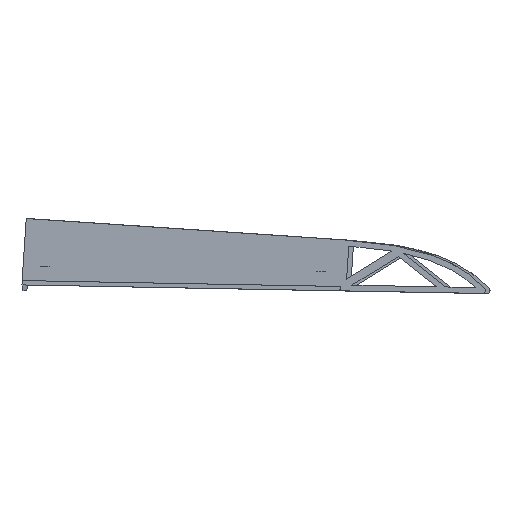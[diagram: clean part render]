
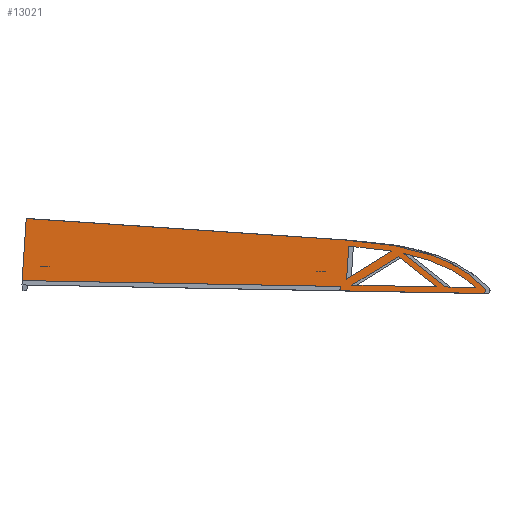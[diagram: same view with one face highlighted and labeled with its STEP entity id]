
A CAD part, left-side view. The second image highlights one B-rep face of the part: STEP entity #13021.
In plain terms, the highlighted planar face has unit normal (-1, 0, 0).
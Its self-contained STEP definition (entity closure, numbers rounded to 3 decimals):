
#196=FACE_BOUND('',#2281,.T.);
#197=FACE_BOUND('',#2282,.T.);
#198=FACE_BOUND('',#2283,.T.);
#547=CIRCLE('',#13992,1.);
#549=CIRCLE('',#13996,1.);
#1078=B_SPLINE_CURVE_WITH_KNOTS('',5,(#20599,#20600,#20601,#20602,#20603,
#20604,#20605,#20606,#20607,#20608),.UNSPECIFIED.,.F.,.F.,(6,1,1,1,1,6),
(0.,0.2,0.4,0.6,0.8,0.993),.UNSPECIFIED.);
#1081=B_SPLINE_CURVE_WITH_KNOTS('',3,(#20761,#20762,#20763,#20764,#20765,
#20766),.UNSPECIFIED.,.F.,.F.,(4,2,4),(0.399,0.78,
0.949),.UNSPECIFIED.);
#1083=B_SPLINE_CURVE_WITH_KNOTS('',3,(#20794,#20795,#20796,#20797),
 .UNSPECIFIED.,.F.,.F.,(4,4),(0.037,0.32),
 .UNSPECIFIED.);
#1482=FACE_OUTER_BOUND('',#2280,.T.);
#2280=EDGE_LOOP('',(#10544,#10545,#10546,#10547,#10548,#10549,#10550,#10551,
#10552));
#2281=EDGE_LOOP('',(#10553,#10554,#10555));
#2282=EDGE_LOOP('',(#10556,#10557,#10558));
#2283=EDGE_LOOP('',(#10559,#10560,#10561));
#3370=LINE('',#20703,#4689);
#3374=LINE('',#20712,#4693);
#3378=LINE('',#20721,#4697);
#3382=LINE('',#20730,#4701);
#3386=LINE('',#20737,#4705);
#3389=LINE('',#20769,#4708);
#3392=LINE('',#20775,#4711);
#3394=LINE('',#20778,#4713);
#3397=LINE('',#20800,#4716);
#3401=LINE('',#20812,#4720);
#3404=LINE('',#20821,#4723);
#3421=LINE('',#20876,#4740);
#3432=LINE('',#20897,#4751);
#4689=VECTOR('',#16588,10.);
#4693=VECTOR('',#16594,10.);
#4697=VECTOR('',#16600,10.);
#4701=VECTOR('',#16606,10.);
#4705=VECTOR('',#16612,10.);
#4708=VECTOR('',#16617,10.);
#4711=VECTOR('',#16622,10.);
#4713=VECTOR('',#16626,10.);
#4716=VECTOR('',#16631,10.);
#4720=VECTOR('',#16643,10.);
#4723=VECTOR('',#16654,10.);
#4740=VECTOR('',#16707,10.);
#4751=VECTOR('',#16724,10.);
#5958=VERTEX_POINT('',#20595);
#5960=VERTEX_POINT('',#20598);
#5964=VERTEX_POINT('',#20700);
#5965=VERTEX_POINT('',#20702);
#5968=VERTEX_POINT('',#20709);
#5969=VERTEX_POINT('',#20711);
#5972=VERTEX_POINT('',#20718);
#5973=VERTEX_POINT('',#20720);
#5976=VERTEX_POINT('',#20727);
#5977=VERTEX_POINT('',#20729);
#5979=VERTEX_POINT('',#20735);
#5981=VERTEX_POINT('',#20759);
#5983=VERTEX_POINT('',#20773);
#5985=VERTEX_POINT('',#20792);
#5987=VERTEX_POINT('',#20804);
#5989=VERTEX_POINT('',#20810);
#5991=VERTEX_POINT('',#20819);
#6011=VERTEX_POINT('',#20875);
#7540=EDGE_CURVE('',#5958,#5960,#1078,.T.);
#7545=EDGE_CURVE('',#5965,#5964,#3370,.T.);
#7549=EDGE_CURVE('',#5969,#5968,#3374,.T.);
#7553=EDGE_CURVE('',#5973,#5972,#3378,.T.);
#7557=EDGE_CURVE('',#5976,#5977,#3382,.T.);
#7561=EDGE_CURVE('',#5976,#5979,#3386,.T.);
#7564=EDGE_CURVE('',#5964,#5981,#1081,.T.);
#7566=EDGE_CURVE('',#5981,#5965,#3389,.T.);
#7569=EDGE_CURVE('',#5968,#5983,#3392,.T.);
#7571=EDGE_CURVE('',#5983,#5969,#3394,.T.);
#7574=EDGE_CURVE('',#5972,#5985,#1083,.T.);
#7576=EDGE_CURVE('',#5985,#5973,#3397,.T.);
#7579=EDGE_CURVE('',#5979,#5987,#547,.T.);
#7582=EDGE_CURVE('',#5989,#5987,#3401,.T.);
#7584=EDGE_CURVE('',#5989,#5960,#549,.T.);
#7587=EDGE_CURVE('',#5991,#5958,#3404,.T.);
#7612=EDGE_CURVE('',#6011,#5977,#3421,.T.);
#7623=EDGE_CURVE('',#6011,#5991,#3432,.T.);
#10544=ORIENTED_EDGE('',*,*,#7612,.T.);
#10545=ORIENTED_EDGE('',*,*,#7557,.F.);
#10546=ORIENTED_EDGE('',*,*,#7561,.T.);
#10547=ORIENTED_EDGE('',*,*,#7579,.T.);
#10548=ORIENTED_EDGE('',*,*,#7582,.F.);
#10549=ORIENTED_EDGE('',*,*,#7584,.T.);
#10550=ORIENTED_EDGE('',*,*,#7540,.F.);
#10551=ORIENTED_EDGE('',*,*,#7587,.F.);
#10552=ORIENTED_EDGE('',*,*,#7623,.F.);
#10553=ORIENTED_EDGE('',*,*,#7545,.T.);
#10554=ORIENTED_EDGE('',*,*,#7564,.T.);
#10555=ORIENTED_EDGE('',*,*,#7566,.T.);
#10556=ORIENTED_EDGE('',*,*,#7549,.T.);
#10557=ORIENTED_EDGE('',*,*,#7569,.T.);
#10558=ORIENTED_EDGE('',*,*,#7571,.T.);
#10559=ORIENTED_EDGE('',*,*,#7553,.T.);
#10560=ORIENTED_EDGE('',*,*,#7574,.T.);
#10561=ORIENTED_EDGE('',*,*,#7576,.T.);
#12457=PLANE('',#14018);
#13021=ADVANCED_FACE('',(#1482,#196,#197,#198),#12457,.T.);
#13992=AXIS2_PLACEMENT_3D('',#20806,#16637,#16638);
#13996=AXIS2_PLACEMENT_3D('',#20815,#16648,#16649);
#14018=AXIS2_PLACEMENT_3D('',#20896,#16722,#16723);
#16588=DIRECTION('',(0.,0.567,-0.824));
#16594=DIRECTION('',(0.,0.583,0.812));
#16600=DIRECTION('',(0.,1.,0.));
#16606=DIRECTION('',(0.,0.999,-0.049));
#16612=DIRECTION('',(0.,0.049,0.999));
#16617=DIRECTION('',(0.,-0.049,-0.999));
#16622=DIRECTION('',(0.,-0.567,0.824));
#16626=DIRECTION('',(0.,-0.049,-0.999));
#16631=DIRECTION('',(0.,-0.583,-0.812));
#16637=DIRECTION('center_axis',(-1.,0.,0.));
#16638=DIRECTION('ref_axis',(0.,-0.999,0.049));
#16643=DIRECTION('',(0.,-0.999,0.049));
#16648=DIRECTION('center_axis',(-1.,0.,0.));
#16649=DIRECTION('ref_axis',(0.,0.049,0.999));
#16654=DIRECTION('',(0.,0.,1.));
#16707=DIRECTION('',(0.,0.049,0.999));
#16722=DIRECTION('center_axis',(-1.,0.,0.));
#16723=DIRECTION('ref_axis',(0.,0.,1.));
#16724=DIRECTION('',(0.,1.,0.));
#20595=CARTESIAN_POINT('',(-10.,14.4,107.));
#20598=CARTESIAN_POINT('',(-10.,1.05,156.635));
#20599=CARTESIAN_POINT('Ctrl Pts',(-10.,14.4,107.));
#20600=CARTESIAN_POINT('Ctrl Pts',(-10.,14.419,109.172));
#20601=CARTESIAN_POINT('Ctrl Pts',(-10.,14.392,113.496));
#20602=CARTESIAN_POINT('Ctrl Pts',(-10.,14.154,119.922));
#20603=CARTESIAN_POINT('Ctrl Pts',(-10.,13.415,128.359));
#20604=CARTESIAN_POINT('Ctrl Pts',(-10.,11.463,138.508));
#20605=CARTESIAN_POINT('Ctrl Pts',(-10.,8.566,146.198));
#20606=CARTESIAN_POINT('Ctrl Pts',(-10.,5.281,151.603));
#20607=CARTESIAN_POINT('Ctrl Pts',(-10.,2.536,155.007));
#20608=CARTESIAN_POINT('Ctrl Pts',(-10.,1.05,156.635));
#20700=CARTESIAN_POINT('',(-10.,11.18,127.941));
#20702=CARTESIAN_POINT('',(-10.,0.603,143.298));
#20703=CARTESIAN_POINT('',(-10.,11.18,127.941));
#20709=CARTESIAN_POINT('',(-10.,9.949,126.227));
#20711=CARTESIAN_POINT('',(-10.,-0.976,111.));
#20712=CARTESIAN_POINT('',(-10.,-0.976,111.));
#20718=CARTESIAN_POINT('',(-10.,12.406,109.));
#20720=CARTESIAN_POINT('',(-10.,1.,109.));
#20721=CARTESIAN_POINT('',(-10.,12.406,109.));
#20727=CARTESIAN_POINT('',(-10.,-3.171,107.073));
#20729=CARTESIAN_POINT('',(-10.,-1.673,107.));
#20730=CARTESIAN_POINT('',(-10.,-3.171,107.073));
#20735=CARTESIAN_POINT('',(-10.,-0.777,156.015));
#20737=CARTESIAN_POINT('',(-10.,-3.171,107.073));
#20759=CARTESIAN_POINT('',(-10.,1.103,153.517));
#20761=CARTESIAN_POINT('Ctrl Pts',(-10.,11.18,127.941));
#20762=CARTESIAN_POINT('Ctrl Pts',(-10.,10.258,134.393));
#20763=CARTESIAN_POINT('Ctrl Pts',(-10.,8.732,140.574));
#20764=CARTESIAN_POINT('Ctrl Pts',(-10.,4.563,148.766));
#20765=CARTESIAN_POINT('Ctrl Pts',(-10.,3.005,151.189));
#20766=CARTESIAN_POINT('Ctrl Pts',(-10.,1.103,153.517));
#20769=CARTESIAN_POINT('',(-10.,0.603,143.298));
#20773=CARTESIAN_POINT('',(-10.,0.443,140.03));
#20775=CARTESIAN_POINT('',(-10.,9.949,126.227));
#20778=CARTESIAN_POINT('',(-10.,-0.976,111.));
#20792=CARTESIAN_POINT('',(-10.,11.676,123.879));
#20794=CARTESIAN_POINT('Ctrl Pts',(-10.,12.406,109.));
#20795=CARTESIAN_POINT('Ctrl Pts',(-10.,12.394,114.043));
#20796=CARTESIAN_POINT('Ctrl Pts',(-10.,12.177,119.019));
#20797=CARTESIAN_POINT('Ctrl Pts',(-10.,11.676,123.879));
#20800=CARTESIAN_POINT('',(-10.,1.,109.));
#20804=CARTESIAN_POINT('',(-10.,0.271,156.965));
#20806=CARTESIAN_POINT('Origin',(-10.,0.222,155.966));
#20810=CARTESIAN_POINT('',(-10.,0.361,156.96));
#20812=CARTESIAN_POINT('',(-10.,0.361,156.96));
#20815=CARTESIAN_POINT('Origin',(-10.,0.312,155.962));
#20819=CARTESIAN_POINT('',(-10.,14.4,-2.417));
#20821=CARTESIAN_POINT('',(-10.,14.4,24.937));
#20875=CARTESIAN_POINT('',(-10.,-7.,-2.417));
#20876=CARTESIAN_POINT('',(-10.,-4.336,52.292));
#20896=CARTESIAN_POINT('Origin',(-10.,-7.,-2.417));
#20897=CARTESIAN_POINT('',(-10.,6.4,-2.417));
